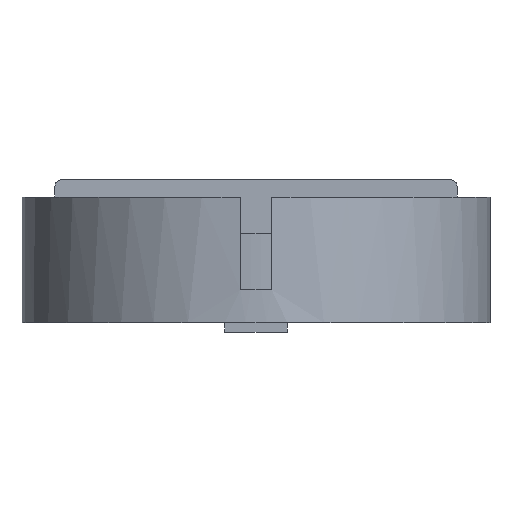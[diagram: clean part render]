
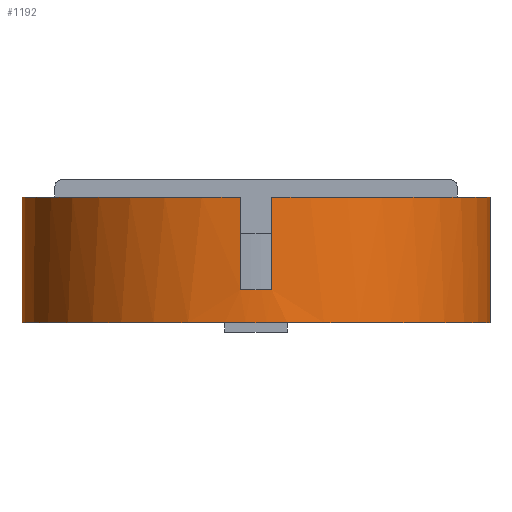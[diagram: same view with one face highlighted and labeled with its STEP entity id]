
A CAD part, front view. The second image highlights one B-rep face of the part: STEP entity #1192.
In plain terms, the highlighted cylindrical face has radius 7.45 mm (diameter 14.9 mm), a partial arc.
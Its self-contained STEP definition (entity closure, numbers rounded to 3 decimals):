
#28 = CARTESIAN_POINT ( 'NONE',  ( 0., 0., 0. ) ) ;
#120 = ORIENTED_EDGE ( 'NONE', *, *, #735, .F. ) ;
#171 = AXIS2_PLACEMENT_3D ( 'NONE', #2931, #5575, #8151 ) ;
#199 = EDGE_CURVE ( 'NONE', #1673, #2767, #4715, .T. ) ;
#221 = EDGE_CURVE ( 'NONE', #5977, #7655, #4387, .T. ) ;
#735 = EDGE_CURVE ( 'NONE', #8510, #5977, #5697, .T. ) ;
#739 = ORIENTED_EDGE ( 'NONE', *, *, #7927, .T. ) ;
#742 = CYLINDRICAL_SURFACE ( 'NONE', #8142, 7.45 ) ;
#760 = LINE ( 'NONE', #3404, #8028 ) ;
#788 = DIRECTION ( 'NONE',  ( 1., 0., 0. ) ) ;
#1066 = ORIENTED_EDGE ( 'NONE', *, *, #5962, .T. ) ;
#1162 = DIRECTION ( 'NONE',  ( 0., 0., 1. ) ) ;
#1192 = ADVANCED_FACE ( 'NONE', ( #3991 ), #742, .T. ) ;
#1299 = CARTESIAN_POINT ( 'NONE',  ( -0.5, -7.433, 4. ) ) ;
#1314 = VERTEX_POINT ( 'NONE', #7478 ) ;
#1392 = AXIS2_PLACEMENT_3D ( 'NONE', #8259, #7575, #6356 ) ;
#1437 = DIRECTION ( 'NONE',  ( 0., 0., -1. ) ) ;
#1515 = CARTESIAN_POINT ( 'NONE',  ( 7.45, 0., 0. ) ) ;
#1612 = CARTESIAN_POINT ( 'NONE',  ( 0., 0., 4. ) ) ;
#1673 = VERTEX_POINT ( 'NONE', #2697 ) ;
#1816 = CARTESIAN_POINT ( 'NONE',  ( -0.5, -7.433, 4. ) ) ;
#1857 = CARTESIAN_POINT ( 'NONE',  ( 7.45, 0., 4. ) ) ;
#2093 = DIRECTION ( 'NONE',  ( 0., 0., -1. ) ) ;
#2319 = VERTEX_POINT ( 'NONE', #6814 ) ;
#2447 = EDGE_CURVE ( 'NONE', #1673, #3088, #5012, .T. ) ;
#2482 = AXIS2_PLACEMENT_3D ( 'NONE', #2579, #7718, #5214 ) ;
#2504 = VECTOR ( 'NONE', #4348, 1000. ) ;
#2579 = CARTESIAN_POINT ( 'NONE',  ( 0., 0., 0. ) ) ;
#2622 = EDGE_CURVE ( 'NONE', #1314, #5924, #2863, .T. ) ;
#2697 = CARTESIAN_POINT ( 'NONE',  ( -0.5, -7.433, 1.05 ) ) ;
#2713 = DIRECTION ( 'NONE',  ( 0., 0., -1. ) ) ;
#2767 = VERTEX_POINT ( 'NONE', #3717 ) ;
#2863 = CIRCLE ( 'NONE', #5767, 7.45 ) ;
#2931 = CARTESIAN_POINT ( 'NONE',  ( 0., 0., 4. ) ) ;
#3088 = VERTEX_POINT ( 'NONE', #1299 ) ;
#3396 = VECTOR ( 'NONE', #1437, 1000. ) ;
#3404 = CARTESIAN_POINT ( 'NONE',  ( -7.45, 0., 4. ) ) ;
#3487 = CARTESIAN_POINT ( 'NONE',  ( 0.5, -7.433, 4. ) ) ;
#3629 = ORIENTED_EDGE ( 'NONE', *, *, #5613, .F. ) ;
#3717 = CARTESIAN_POINT ( 'NONE',  ( 0.5, -7.433, 1.05 ) ) ;
#3757 = EDGE_CURVE ( 'NONE', #2319, #1314, #5513, .T. ) ;
#3847 = ORIENTED_EDGE ( 'NONE', *, *, #221, .F. ) ;
#3978 = CARTESIAN_POINT ( 'NONE',  ( 1., -7.383, 0. ) ) ;
#3991 = FACE_OUTER_BOUND ( 'NONE', #5568, .T. ) ;
#4070 = DIRECTION ( 'NONE',  ( 1., 0., 0. ) ) ;
#4195 = DIRECTION ( 'NONE',  ( 1., 0., 0. ) ) ;
#4348 = DIRECTION ( 'NONE',  ( 0., 0., -1. ) ) ;
#4387 = LINE ( 'NONE', #5098, #2504 ) ;
#4404 = VECTOR ( 'NONE', #1162, 1000. ) ;
#4665 = ORIENTED_EDGE ( 'NONE', *, *, #2622, .T. ) ;
#4683 = ORIENTED_EDGE ( 'NONE', *, *, #3757, .T. ) ;
#4715 = CIRCLE ( 'NONE', #1392, 7.45 ) ;
#4966 = CARTESIAN_POINT ( 'NONE',  ( -7.45, 0., 4. ) ) ;
#5012 = LINE ( 'NONE', #1816, #4404 ) ;
#5098 = CARTESIAN_POINT ( 'NONE',  ( 7.45, 0., 4. ) ) ;
#5109 = VERTEX_POINT ( 'NONE', #4966 ) ;
#5214 = DIRECTION ( 'NONE',  ( 1., 0., 0. ) ) ;
#5428 = CARTESIAN_POINT ( 'NONE',  ( 0., 0., 0. ) ) ;
#5473 = ORIENTED_EDGE ( 'NONE', *, *, #199, .F. ) ;
#5513 = CIRCLE ( 'NONE', #5921, 7.45 ) ;
#5551 = CARTESIAN_POINT ( 'NONE',  ( 0.5, -7.433, 4. ) ) ;
#5568 = EDGE_LOOP ( 'NONE', ( #3847, #120, #7180, #5473, #6518, #3629, #739, #4683, #4665, #1066 ) ) ;
#5575 = DIRECTION ( 'NONE',  ( 0., 0., 1. ) ) ;
#5613 = EDGE_CURVE ( 'NONE', #5109, #3088, #5932, .T. ) ;
#5697 = CIRCLE ( 'NONE', #171, 7.45 ) ;
#5767 = AXIS2_PLACEMENT_3D ( 'NONE', #28, #7220, #4070 ) ;
#5921 = AXIS2_PLACEMENT_3D ( 'NONE', #5428, #6753, #4195 ) ;
#5924 = VERTEX_POINT ( 'NONE', #3978 ) ;
#5932 = CIRCLE ( 'NONE', #6750, 7.45 ) ;
#5939 = LINE ( 'NONE', #3487, #3396 ) ;
#5962 = EDGE_CURVE ( 'NONE', #5924, #7655, #6756, .T. ) ;
#5977 = VERTEX_POINT ( 'NONE', #1857 ) ;
#6356 = DIRECTION ( 'NONE',  ( 1., 0., 0. ) ) ;
#6518 = ORIENTED_EDGE ( 'NONE', *, *, #2447, .T. ) ;
#6692 = DIRECTION ( 'NONE',  ( 0., 0., 1. ) ) ;
#6750 = AXIS2_PLACEMENT_3D ( 'NONE', #1612, #6692, #788 ) ;
#6753 = DIRECTION ( 'NONE',  ( 0., 0., 1. ) ) ;
#6756 = CIRCLE ( 'NONE', #2482, 7.45 ) ;
#6814 = CARTESIAN_POINT ( 'NONE',  ( -7.45, 0., 0. ) ) ;
#7180 = ORIENTED_EDGE ( 'NONE', *, *, #7982, .T. ) ;
#7220 = DIRECTION ( 'NONE',  ( 0., 0., 1. ) ) ;
#7302 = CARTESIAN_POINT ( 'NONE',  ( 0., 0., 4. ) ) ;
#7478 = CARTESIAN_POINT ( 'NONE',  ( -1., -7.383, 0. ) ) ;
#7575 = DIRECTION ( 'NONE',  ( 0., 0., 1. ) ) ;
#7655 = VERTEX_POINT ( 'NONE', #1515 ) ;
#7718 = DIRECTION ( 'NONE',  ( 0., 0., 1. ) ) ;
#7899 = DIRECTION ( 'NONE',  ( -1., 0., 0. ) ) ;
#7927 = EDGE_CURVE ( 'NONE', #5109, #2319, #760, .T. ) ;
#7982 = EDGE_CURVE ( 'NONE', #8510, #2767, #5939, .T. ) ;
#8028 = VECTOR ( 'NONE', #2093, 1000. ) ;
#8142 = AXIS2_PLACEMENT_3D ( 'NONE', #7302, #2713, #7899 ) ;
#8151 = DIRECTION ( 'NONE',  ( 1., 0., 0. ) ) ;
#8259 = CARTESIAN_POINT ( 'NONE',  ( 0., 0., 1.05 ) ) ;
#8510 = VERTEX_POINT ( 'NONE', #5551 ) ;
